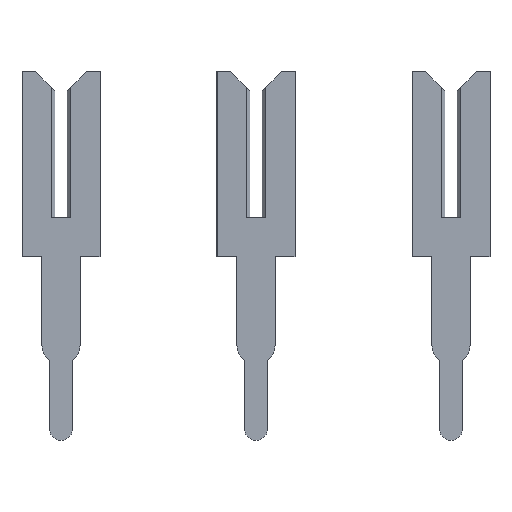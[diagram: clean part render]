
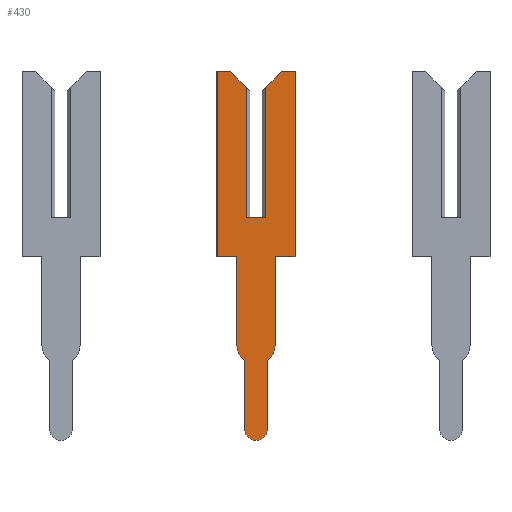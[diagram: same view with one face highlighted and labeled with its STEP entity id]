
A CAD part, top view. The second image highlights one B-rep face of the part: STEP entity #430.
In plain terms, the highlighted face is planar.
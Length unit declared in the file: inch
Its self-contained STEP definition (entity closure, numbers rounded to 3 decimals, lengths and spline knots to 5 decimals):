
#1 = ORIENTED_EDGE ( 'NONE', *, *, #86, .F. ) ;
#5 = DIRECTION ( 'NONE',  ( 0., 0.707, 0.707 ) ) ;
#6 = LINE ( 'NONE', #369, #532 ) ;
#9 = LINE ( 'NONE', #63, #197 ) ;
#11 = EDGE_CURVE ( 'NONE', #626, #721, #58, .T. ) ;
#16 = ORIENTED_EDGE ( 'NONE', *, *, #844, .F. ) ;
#19 = ORIENTED_EDGE ( 'NONE', *, *, #818, .F. ) ;
#38 = VECTOR ( 'NONE', #679, 39.37008 ) ;
#47 = ORIENTED_EDGE ( 'NONE', *, *, #737, .F. ) ;
#50 = ORIENTED_EDGE ( 'NONE', *, *, #440, .F. ) ;
#58 = LINE ( 'NONE', #785, #790 ) ;
#59 = DIRECTION ( 'NONE',  ( 1., 0., 0. ) ) ;
#61 = CARTESIAN_POINT ( 'NONE',  ( -0.01, 0.1305, -0.0065 ) ) ;
#63 = CARTESIAN_POINT ( 'NONE',  ( -0.01, -0.1305, -0.012 ) ) ;
#70 = LINE ( 'NONE', #819, #797 ) ;
#79 = VECTOR ( 'NONE', #337, 39.37008 ) ;
#86 = EDGE_CURVE ( 'NONE', #131, #1006, #207, .T. ) ;
#88 = VECTOR ( 'NONE', #510, 39.37008 ) ;
#92 = EDGE_CURVE ( 'NONE', #443, #95, #604, .T. ) ;
#95 = VERTEX_POINT ( 'NONE', #399 ) ;
#97 = CARTESIAN_POINT ( 'NONE',  ( -0.01, -0.1305, 0. ) ) ;
#113 = VECTOR ( 'NONE', #419, 39.37008 ) ;
#118 = LINE ( 'NONE', #486, #113 ) ;
#122 = DIRECTION ( 'NONE',  ( 0., -1., 0. ) ) ;
#131 = VERTEX_POINT ( 'NONE', #795 ) ;
#132 = CARTESIAN_POINT ( 'NONE',  ( -0.01, -0.04, 0.04 ) ) ;
#139 = CIRCLE ( 'NONE', #593, 0.0195 ) ;
#146 = CARTESIAN_POINT ( 'NONE',  ( -0.01, 0., 0.01 ) ) ;
#165 = EDGE_CURVE ( 'NONE', #1006, #180, #834, .T. ) ;
#168 = LINE ( 'NONE', #432, #522 ) ;
#176 = VERTEX_POINT ( 'NONE', #646 ) ;
#177 = CARTESIAN_POINT ( 'NONE',  ( -0.01, 0.1305, 0.0065 ) ) ;
#180 = VERTEX_POINT ( 'NONE', #466 ) ;
#197 = VECTOR ( 'NONE', #674, 39.37008 ) ;
#203 = CARTESIAN_POINT ( 'NONE',  ( -0.01, -0.216, -0.012 ) ) ;
#205 = CARTESIAN_POINT ( 'NONE',  ( -0.01, -0.04, 0.0195 ) ) ;
#207 = CIRCLE ( 'NONE', #336, 0.0195 ) ;
#213 = VERTEX_POINT ( 'NONE', #489 ) ;
#214 = DIRECTION ( 'NONE',  ( 0., -1., 0. ) ) ;
#215 = DIRECTION ( 'NONE',  ( 0., -1., 0. ) ) ;
#217 = CARTESIAN_POINT ( 'NONE',  ( -0.01, -0.216, 0.012 ) ) ;
#220 = FACE_OUTER_BOUND ( 'NONE', #355, .T. ) ;
#237 = DIRECTION ( 'NONE',  ( 0., 0., 1. ) ) ;
#266 = CARTESIAN_POINT ( 'NONE',  ( -0.01, 0.15, 0.04 ) ) ;
#275 = CARTESIAN_POINT ( 'NONE',  ( -0.01, 0., 0.0065 ) ) ;
#276 = EDGE_CURVE ( 'NONE', #213, #857, #677, .T. ) ;
#278 = CARTESIAN_POINT ( 'NONE',  ( -0.01, 0.15, -0.026 ) ) ;
#281 = VECTOR ( 'NONE', #457, 39.37008 ) ;
#300 = ORIENTED_EDGE ( 'NONE', *, *, #578, .T. ) ;
#309 = VERTEX_POINT ( 'NONE', #820 ) ;
#310 = CARTESIAN_POINT ( 'NONE',  ( -0.01, 0., -0.01 ) ) ;
#336 = AXIS2_PLACEMENT_3D ( 'NONE', #97, #459, #959 ) ;
#337 = DIRECTION ( 'NONE',  ( 0., -1., 0. ) ) ;
#346 = EDGE_CURVE ( 'NONE', #309, #213, #139, .T. ) ;
#349 = LINE ( 'NONE', #774, #986 ) ;
#351 = DIRECTION ( 'NONE',  ( 0., 0., -1. ) ) ;
#355 = EDGE_LOOP ( 'NONE', ( #1, #967, #19, #634, #506, #1025, #50, #730, #424, #870, #300, #876, #559, #16, #605, #526, #47, #866 ) ) ;
#363 = DIRECTION ( 'NONE',  ( 0., -1., 0. ) ) ;
#369 = CARTESIAN_POINT ( 'NONE',  ( -0.01, -0.04, 0.0195 ) ) ;
#374 = CARTESIAN_POINT ( 'NONE',  ( -0.01, 0.15, -0.04 ) ) ;
#379 = VECTOR ( 'NONE', #501, 39.37008 ) ;
#387 = VERTEX_POINT ( 'NONE', #902 ) ;
#399 = CARTESIAN_POINT ( 'NONE',  ( -0.01, 0.15, 0.026 ) ) ;
#412 = EDGE_CURVE ( 'NONE', #533, #131, #9, .T. ) ;
#417 = PLANE ( 'NONE',  #558 ) ;
#419 = DIRECTION ( 'NONE',  ( 0., 0., -1. ) ) ;
#420 = DIRECTION ( 'NONE',  ( 1., 0., 0. ) ) ;
#422 = DIRECTION ( 'NONE',  ( 1., 0., 0. ) ) ;
#424 = ORIENTED_EDGE ( 'NONE', *, *, #640, .F. ) ;
#425 = CARTESIAN_POINT ( 'NONE',  ( -0.01, -0.1305, 0. ) ) ;
#430 = ADVANCED_FACE ( 'NONE', ( #220 ), #417, .F. ) ;
#432 = CARTESIAN_POINT ( 'NONE',  ( -0.01, 0.15, 0.026 ) ) ;
#436 = LINE ( 'NONE', #61, #88 ) ;
#439 = CIRCLE ( 'NONE', #576, 0.012 ) ;
#440 = EDGE_CURVE ( 'NONE', #387, #852, #588, .T. ) ;
#443 = VERTEX_POINT ( 'NONE', #601 ) ;
#457 = DIRECTION ( 'NONE',  ( 0., 1., 0. ) ) ;
#459 = DIRECTION ( 'NONE',  ( 1., 0., 0. ) ) ;
#460 = LINE ( 'NONE', #275, #38 ) ;
#466 = CARTESIAN_POINT ( 'NONE',  ( -0.01, -0.04, -0.0195 ) ) ;
#486 = CARTESIAN_POINT ( 'NONE',  ( -0.01, -0.04, -0.04 ) ) ;
#489 = CARTESIAN_POINT ( 'NONE',  ( -0.01, -0.14587, 0.012 ) ) ;
#497 = CARTESIAN_POINT ( 'NONE',  ( -0.01, -0.1305, 0.012 ) ) ;
#501 = DIRECTION ( 'NONE',  ( 0., 0., -1. ) ) ;
#506 = ORIENTED_EDGE ( 'NONE', *, *, #346, .F. ) ;
#510 = DIRECTION ( 'NONE',  ( 0., -0.707, 0.707 ) ) ;
#522 = VECTOR ( 'NONE', #524, 39.37008 ) ;
#524 = DIRECTION ( 'NONE',  ( 0., 0., 1. ) ) ;
#526 = ORIENTED_EDGE ( 'NONE', *, *, #1030, .F. ) ;
#532 = VECTOR ( 'NONE', #214, 39.37008 ) ;
#533 = VERTEX_POINT ( 'NONE', #203 ) ;
#553 = DIRECTION ( 'NONE',  ( 0., 1., 0. ) ) ;
#558 = AXIS2_PLACEMENT_3D ( 'NONE', #425, #59, #830 ) ;
#559 = ORIENTED_EDGE ( 'NONE', *, *, #972, .F. ) ;
#576 = AXIS2_PLACEMENT_3D ( 'NONE', #831, #422, #671 ) ;
#577 = VERTEX_POINT ( 'NONE', #920 ) ;
#578 = EDGE_CURVE ( 'NONE', #443, #582, #349, .T. ) ;
#582 = VERTEX_POINT ( 'NONE', #146 ) ;
#588 = LINE ( 'NONE', #132, #379 ) ;
#589 = LINE ( 'NONE', #764, #907 ) ;
#593 = AXIS2_PLACEMENT_3D ( 'NONE', #838, #420, #351 ) ;
#601 = CARTESIAN_POINT ( 'NONE',  ( -0.01, 0.134, 0.01 ) ) ;
#604 = LINE ( 'NONE', #177, #809 ) ;
#605 = ORIENTED_EDGE ( 'NONE', *, *, #11, .F. ) ;
#610 = CARTESIAN_POINT ( 'NONE',  ( -0.01, 0.15, -0.04 ) ) ;
#626 = VERTEX_POINT ( 'NONE', #610 ) ;
#634 = ORIENTED_EDGE ( 'NONE', *, *, #276, .F. ) ;
#640 = EDGE_CURVE ( 'NONE', #95, #770, #168, .T. ) ;
#646 = CARTESIAN_POINT ( 'NONE',  ( -0.01, -0.04, -0.04 ) ) ;
#654 = VECTOR ( 'NONE', #553, 39.37008 ) ;
#671 = DIRECTION ( 'NONE',  ( 0., 0., -1. ) ) ;
#674 = DIRECTION ( 'NONE',  ( 0., 1., 0. ) ) ;
#677 = LINE ( 'NONE', #497, #79 ) ;
#679 = DIRECTION ( 'NONE',  ( 0., 0., 1. ) ) ;
#721 = VERTEX_POINT ( 'NONE', #278 ) ;
#730 = ORIENTED_EDGE ( 'NONE', *, *, #801, .F. ) ;
#737 = EDGE_CURVE ( 'NONE', #180, #176, #118, .T. ) ;
#764 = CARTESIAN_POINT ( 'NONE',  ( -0.01, -0.1305, -0.01 ) ) ;
#770 = VERTEX_POINT ( 'NONE', #266 ) ;
#774 = CARTESIAN_POINT ( 'NONE',  ( -0.01, 0.15, 0.01 ) ) ;
#785 = CARTESIAN_POINT ( 'NONE',  ( -0.01, 0.15, -0.026 ) ) ;
#790 = VECTOR ( 'NONE', #237, 39.37008 ) ;
#795 = CARTESIAN_POINT ( 'NONE',  ( -0.01, -0.14587, -0.012 ) ) ;
#797 = VECTOR ( 'NONE', #122, 39.37008 ) ;
#801 = EDGE_CURVE ( 'NONE', #770, #387, #70, .T. ) ;
#809 = VECTOR ( 'NONE', #5, 39.37008 ) ;
#818 = EDGE_CURVE ( 'NONE', #857, #533, #439, .T. ) ;
#819 = CARTESIAN_POINT ( 'NONE',  ( -0.01, 0.15, 0.04 ) ) ;
#820 = CARTESIAN_POINT ( 'NONE',  ( -0.01, -0.1305, 0.0195 ) ) ;
#830 = DIRECTION ( 'NONE',  ( 0., 0., -1. ) ) ;
#831 = CARTESIAN_POINT ( 'NONE',  ( -0.01, -0.216, 0. ) ) ;
#834 = LINE ( 'NONE', #867, #654 ) ;
#838 = CARTESIAN_POINT ( 'NONE',  ( -0.01, -0.1305, 0. ) ) ;
#844 = EDGE_CURVE ( 'NONE', #721, #577, #436, .T. ) ;
#852 = VERTEX_POINT ( 'NONE', #205 ) ;
#857 = VERTEX_POINT ( 'NONE', #217 ) ;
#860 = LINE ( 'NONE', #374, #281 ) ;
#866 = ORIENTED_EDGE ( 'NONE', *, *, #165, .F. ) ;
#867 = CARTESIAN_POINT ( 'NONE',  ( -0.01, -0.04, -0.0195 ) ) ;
#870 = ORIENTED_EDGE ( 'NONE', *, *, #92, .F. ) ;
#875 = EDGE_CURVE ( 'NONE', #1012, #582, #460, .T. ) ;
#876 = ORIENTED_EDGE ( 'NONE', *, *, #875, .F. ) ;
#902 = CARTESIAN_POINT ( 'NONE',  ( -0.01, -0.04, 0.04 ) ) ;
#907 = VECTOR ( 'NONE', #363, 39.37008 ) ;
#920 = CARTESIAN_POINT ( 'NONE',  ( -0.01, 0.134, -0.01 ) ) ;
#930 = CARTESIAN_POINT ( 'NONE',  ( -0.01, -0.1305, -0.0195 ) ) ;
#955 = EDGE_CURVE ( 'NONE', #852, #309, #6, .T. ) ;
#959 = DIRECTION ( 'NONE',  ( 0., 0., -1. ) ) ;
#967 = ORIENTED_EDGE ( 'NONE', *, *, #412, .F. ) ;
#972 = EDGE_CURVE ( 'NONE', #577, #1012, #589, .T. ) ;
#986 = VECTOR ( 'NONE', #215, 39.37008 ) ;
#1006 = VERTEX_POINT ( 'NONE', #930 ) ;
#1012 = VERTEX_POINT ( 'NONE', #310 ) ;
#1025 = ORIENTED_EDGE ( 'NONE', *, *, #955, .F. ) ;
#1030 = EDGE_CURVE ( 'NONE', #176, #626, #860, .T. ) ;
